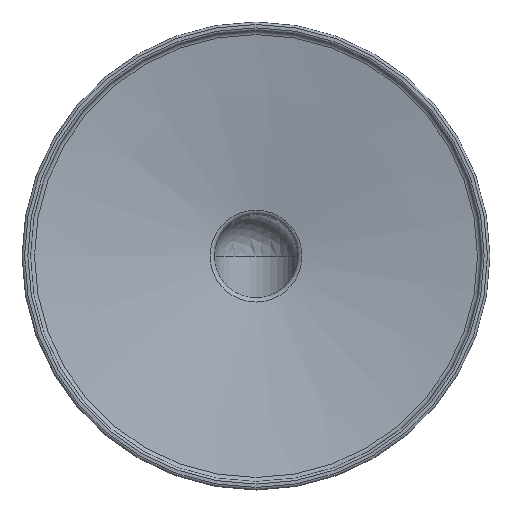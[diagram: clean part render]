
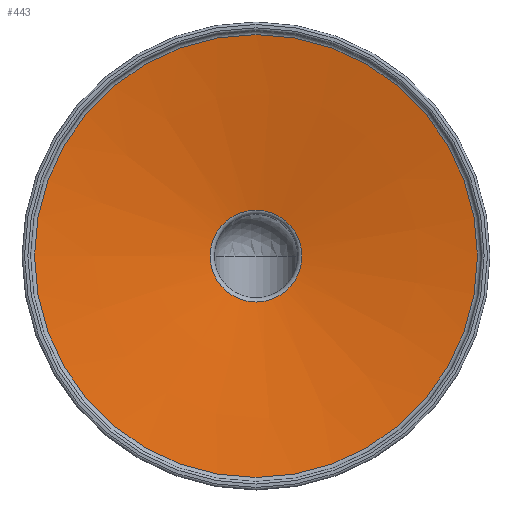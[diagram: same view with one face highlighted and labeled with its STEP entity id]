
A CAD part, top view. The second image highlights one B-rep face of the part: STEP entity #443.
In plain terms, the highlighted conical face has half-angle 80 degrees and reference radius 13.739 mm.
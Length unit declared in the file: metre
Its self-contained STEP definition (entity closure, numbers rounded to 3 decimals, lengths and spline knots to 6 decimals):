
#19=CONICAL_SURFACE('',#507,0.01374,1.396);
#142=ORIENTED_EDGE('',*,*,#234,.F.);
#143=ORIENTED_EDGE('',*,*,#235,.T.);
#234=EDGE_CURVE('',#282,#282,#317,.T.);
#235=EDGE_CURVE('',#283,#283,#318,.T.);
#282=VERTEX_POINT('',#752);
#283=VERTEX_POINT('',#755);
#317=CIRCLE('',#506,0.06626);
#318=CIRCLE('',#508,0.01374);
#353=EDGE_LOOP('',(#142));
#354=EDGE_LOOP('',(#143));
#397=FACE_BOUND('',#353,.T.);
#398=FACE_BOUND('',#354,.T.);
#443=ADVANCED_FACE('',(#397,#398),#19,.F.);
#506=AXIS2_PLACEMENT_3D('',#751,#619,#620);
#507=AXIS2_PLACEMENT_3D('',#753,#621,#622);
#508=AXIS2_PLACEMENT_3D('',#754,#623,#624);
#619=DIRECTION('',(0.,0.,-1.));
#620=DIRECTION('',(-1.,0.,0.));
#621=DIRECTION('',(0.,0.,1.));
#622=DIRECTION('',(1.,0.,0.));
#623=DIRECTION('',(0.,0.,-1.));
#624=DIRECTION('',(-1.,0.,0.));
#751=CARTESIAN_POINT('',(0.07,0.0625,0.194729));
#752=CARTESIAN_POINT('',(0.00374,0.0625,0.194729));
#753=CARTESIAN_POINT('',(0.07,0.0625,0.185469));
#754=CARTESIAN_POINT('',(0.07,0.0625,0.185469));
#755=CARTESIAN_POINT('',(0.05626,0.0625,0.185469));
